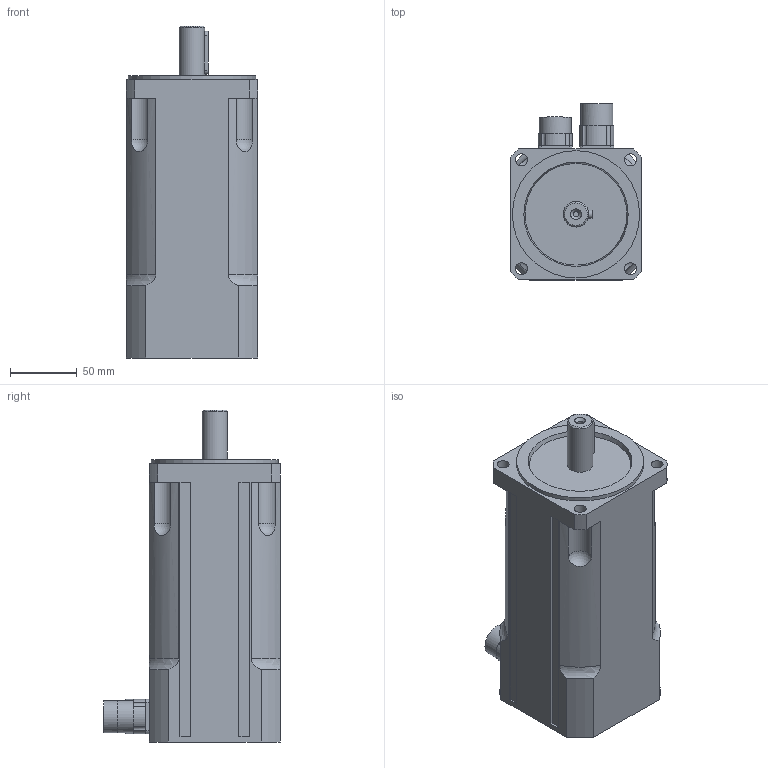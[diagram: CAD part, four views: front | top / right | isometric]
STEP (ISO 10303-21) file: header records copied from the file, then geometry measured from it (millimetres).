
FILE_DESCRIPTION((''),'2;1');
FILE_NAME('T4000 00 BP Z_0530.stp','2008-07-28T10:38:06',('oslejsek'),(''),'Autodesk Inventor 10','Autodesk Inventor 10','');
FILE_SCHEMA(('AUTOMOTIVE_DESIGN { 1 0 10303 214 1 1 1 1 }'));
Length unit declared in the file: millimetre
Products named in the file (4): T4000 00 BP Z_0530; T4000 00 BP_0530; Konektor_rovny_mot; Konektor_rovny_res
Assembly tree (3 placements, depth 2):
  T4000 00 BP Z_0530
    T4000 00 BP_0530
    Konektor_rovny_mot
    Konektor_rovny_res
Bounding box: 98 x 132 x 248 mm (x, y, z)
Volume: 1865744.4 mm3; surface area: 111896.3 mm2
Topology: 3 solids, 3 shells, 149 faces, 380 edges, 247 vertices
Faces by surface type: plane 63, cylinder 56, bspline 20, sphere 4, torus 4, cone 2
Full cylindrical faces by diameter (mm): 2.7 x8, 19 x1, 20 x2, 24 x2, 95 x1
Entity records: 5037 total; most frequent: CARTESIAN_POINT 1382, DIRECTION 772, ORIENTED_EDGE 688, EDGE_CURVE 344, AXIS2_PLACEMENT_3D 306, VERTEX_POINT 236, EDGE_LOOP 212, CIRCLE 170
